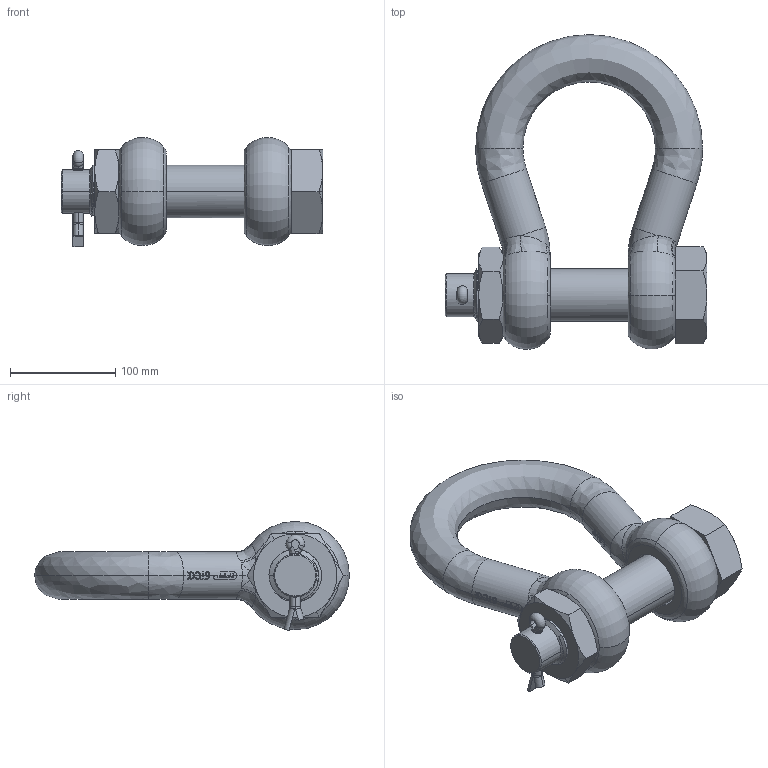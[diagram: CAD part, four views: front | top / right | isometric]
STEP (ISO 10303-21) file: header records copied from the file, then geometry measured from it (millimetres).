
FILE_DESCRIPTION(('STEP AP214'),'1');
FILE_NAME('gpghmb45.stp','2017-03-31T06:04:34',('TraceParts'),('TraceParts S.A.'),'Spatial InterOp 3D',' ',' ');
FILE_SCHEMA(('automotive_design'));
Length unit declared in the file: millimetre
Products named in the file (4): gpghmb45_1; gpghmb45_2; gpghmb45_3; gpghmb45_4
Bounding box: 249 x 299.5 x 103.87 mm (x, y, z)
Volume: 1846631.5 mm3; surface area: 199688.1 mm2
Topology: 4 solids, 4 shells, 797 faces, 2210 edges, 1437 vertices
Faces by surface type: bspline 319, plane 309, cylinder 131, cone 28, torus 10
Entity records: 37621 total; most frequent: CARTESIAN_POINT 20361, ORIENTED_EDGE 4404, DIRECTION 2321, EDGE_CURVE 2202, VERTEX_POINT 1437, LINE 1027, VECTOR 1027, EDGE_LOOP 829
